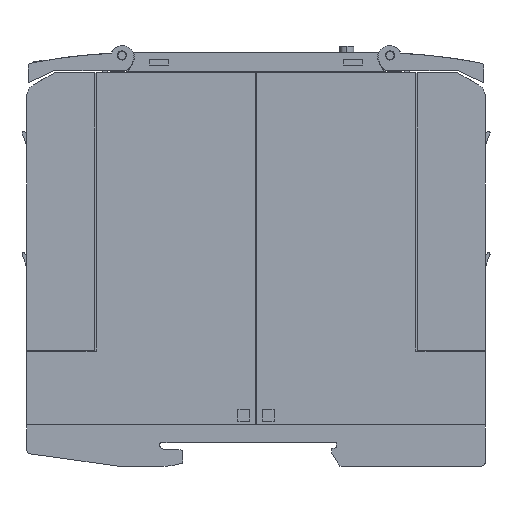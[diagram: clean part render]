
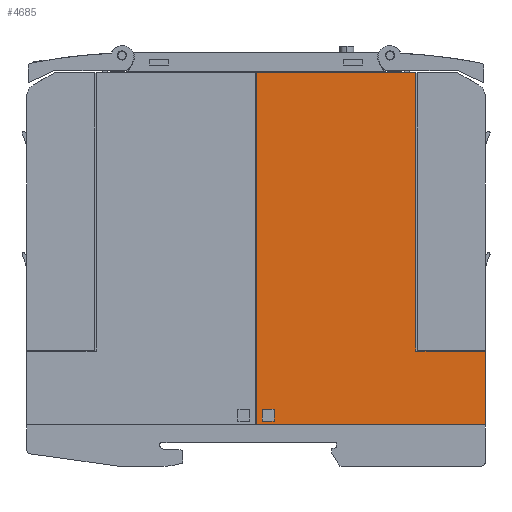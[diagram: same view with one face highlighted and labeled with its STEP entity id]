
A CAD part, left-side view. The second image highlights one B-rep face of the part: STEP entity #4685.
In plain terms, the highlighted planar face has unit normal (-1, 0, 0).
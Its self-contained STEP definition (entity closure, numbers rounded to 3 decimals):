
#4685=ADVANCED_FACE('',(#9540,#9541),#9542,.T.);
#9540=FACE_BOUND('',#14464,.T.);
#9541=FACE_OUTER_BOUND('',#14465,.T.);
#9542=PLANE('',#14466);
#14464=EDGE_LOOP('',(#29413,#29414,#29415,#29416));
#14465=EDGE_LOOP('',(#29417,#29418,#29419,#29420,#29421,#29422));
#14466=AXIS2_PLACEMENT_3D('',#29423,#29424,#29425);
#29413=ORIENTED_EDGE('',*,*,#35934,.T.);
#29414=ORIENTED_EDGE('',*,*,#35910,.T.);
#29415=ORIENTED_EDGE('',*,*,#35918,.T.);
#29416=ORIENTED_EDGE('',*,*,#35931,.T.);
#29417=ORIENTED_EDGE('',*,*,#30653,.T.);
#29418=ORIENTED_EDGE('',*,*,#35936,.T.);
#29419=ORIENTED_EDGE('',*,*,#35944,.T.);
#29420=ORIENTED_EDGE('',*,*,#35924,.F.);
#29421=ORIENTED_EDGE('',*,*,#35945,.T.);
#29422=ORIENTED_EDGE('',*,*,#35940,.T.);
#29423=CARTESIAN_POINT('',(0.0,25.98,9.001));
#29424=DIRECTION('',(-1.0,0.0,0.0));
#29425=DIRECTION('',(0.0,-1.0,0.0));
#30653=EDGE_CURVE('',#37083,#37087,#37089,.T.);
#35910=EDGE_CURVE('',#44888,#44886,#44889,.T.);
#35918=EDGE_CURVE('',#44886,#44897,#44899,.T.);
#35924=EDGE_CURVE('',#44908,#44910,#44911,.T.);
#35931=EDGE_CURVE('',#44897,#44920,#44922,.T.);
#35934=EDGE_CURVE('',#44920,#44888,#44925,.T.);
#35936=EDGE_CURVE('',#37087,#44927,#44928,.T.);
#35940=EDGE_CURVE('',#44933,#37083,#44934,.T.);
#35944=EDGE_CURVE('',#44927,#44910,#44939,.T.);
#35945=EDGE_CURVE('',#44908,#44933,#44940,.T.);
#37083=VERTEX_POINT('',#46672);
#37087=VERTEX_POINT('',#46678);
#37089=LINE('',#46681,#46682);
#44886=VERTEX_POINT('',#58357);
#44888=VERTEX_POINT('',#58360);
#44889=LINE('',#58361,#58362);
#44897=VERTEX_POINT('',#58374);
#44899=LINE('',#58377,#58378);
#44908=VERTEX_POINT('',#58390);
#44910=VERTEX_POINT('',#58393);
#44911=LINE('',#58394,#58395);
#44920=VERTEX_POINT('',#58408);
#44922=LINE('',#58411,#58412);
#44925=LINE('',#58416,#58417);
#44927=VERTEX_POINT('',#58419);
#44928=LINE('',#58420,#58421);
#44933=VERTEX_POINT('',#58428);
#44934=LINE('',#58429,#58430);
#44939=LINE('',#58437,#58438);
#44940=LINE('',#58439,#58440);
#46672=CARTESIAN_POINT('',(0.0,1.03,25.101));
#46678=CARTESIAN_POINT('',(0.0,16.13,25.101));
#46681=CARTESIAN_POINT('',(0.0,17.255,25.101));
#46682=VECTOR('',#59489,1.0);
#58357=CARTESIAN_POINT('',(0.0,47.03,12.401));
#58360=CARTESIAN_POINT('',(0.0,49.63,12.401));
#58361=CARTESIAN_POINT('',(0.0,37.155,12.401));
#58362=VECTOR('',#64327,1.0);
#58374=CARTESIAN_POINT('',(0.0,47.03,9.801));
#58377=CARTESIAN_POINT('',(0.0,47.03,10.051));
#58378=VECTOR('',#64333,1.0);
#58390=CARTESIAN_POINT('',(0.0,50.93,9.001));
#58393=CARTESIAN_POINT('',(0.0,50.93,85.801));
#58394=CARTESIAN_POINT('',(0.0,50.93,9.001));
#58395=VECTOR('',#64338,1.0);
#58408=CARTESIAN_POINT('',(0.0,49.63,9.801));
#58411=CARTESIAN_POINT('',(0.0,37.155,9.801));
#58412=VECTOR('',#64344,1.0);
#58416=CARTESIAN_POINT('',(0.0,49.63,10.051));
#58417=VECTOR('',#64346,1.0);
#58419=CARTESIAN_POINT('',(0.0,16.13,85.801));
#58420=CARTESIAN_POINT('',(0.0,16.13,32.226));
#58421=VECTOR('',#64347,1.0);
#58428=CARTESIAN_POINT('',(0.0,1.03,9.001));
#58429=CARTESIAN_POINT('',(0.0,1.03,9.001));
#58430=VECTOR('',#64350,1.0);
#58437=CARTESIAN_POINT('',(0.0,50.93,85.801));
#58438=VECTOR('',#64353,1.0);
#58439=CARTESIAN_POINT('',(0.0,50.93,9.001));
#58440=VECTOR('',#64354,1.0);
#59489=DIRECTION('',(0.0,1.0,-0.0));
#64327=DIRECTION('',(-0.0,-1.0,-0.0));
#64333=DIRECTION('',(-0.0,-0.0,-1.0));
#64338=DIRECTION('',(0.0,0.0,1.0));
#64344=DIRECTION('',(0.0,1.0,-0.0));
#64346=DIRECTION('',(0.0,0.0,1.0));
#64347=DIRECTION('',(0.0,0.0,1.0));
#64350=DIRECTION('',(0.0,0.0,1.0));
#64353=DIRECTION('',(0.0,1.0,-0.0));
#64354=DIRECTION('',(0.0,-1.0,0.0));
